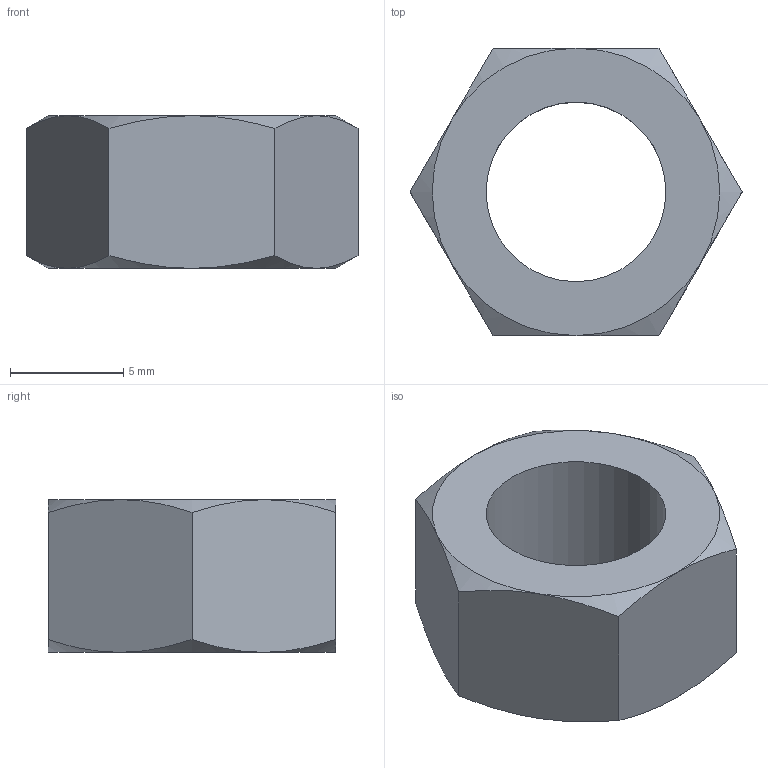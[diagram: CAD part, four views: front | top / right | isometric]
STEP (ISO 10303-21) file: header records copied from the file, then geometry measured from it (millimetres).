
FILE_DESCRIPTION((''),'2;1');
FILE_NAME('HEX NUT 5_16-18.stp','2012-07-02T09:41:30',('stlaus'),(''),'Autodesk Inventor 2011','Autodesk Inventor 2011','');
FILE_SCHEMA(('AUTOMOTIVE_DESIGN { 1 0 10303 214 1 1 1 1 }'));
Length unit declared in the file: inch
Products named in the file (2): Assembly3; NormalHexNut 5_16-18 UNC
Assembly tree (1 placements, depth 2):
  Assembly3
    NormalHexNut 5_16-18 UNC
Bounding box: 14.66 x 12.7 x 6.75 mm (x, y, z)
Volume: 604.1 mm3; surface area: 632.4 mm2
Topology: 1 solids, 1 shells, 21 faces, 45 edges, 26 vertices
Faces by surface type: cone 12, plane 8, cylinder 1
Full cylindrical faces by diameter (mm): 7.938 x1
Entity records: 616 total; most frequent: CARTESIAN_POINT 142, ORIENTED_EDGE 88, DIRECTION 82, EDGE_CURVE 44, AXIS2_PLACEMENT_3D 38, VERTEX_POINT 26, EDGE_LOOP 24, STYLED_ITEM 22
